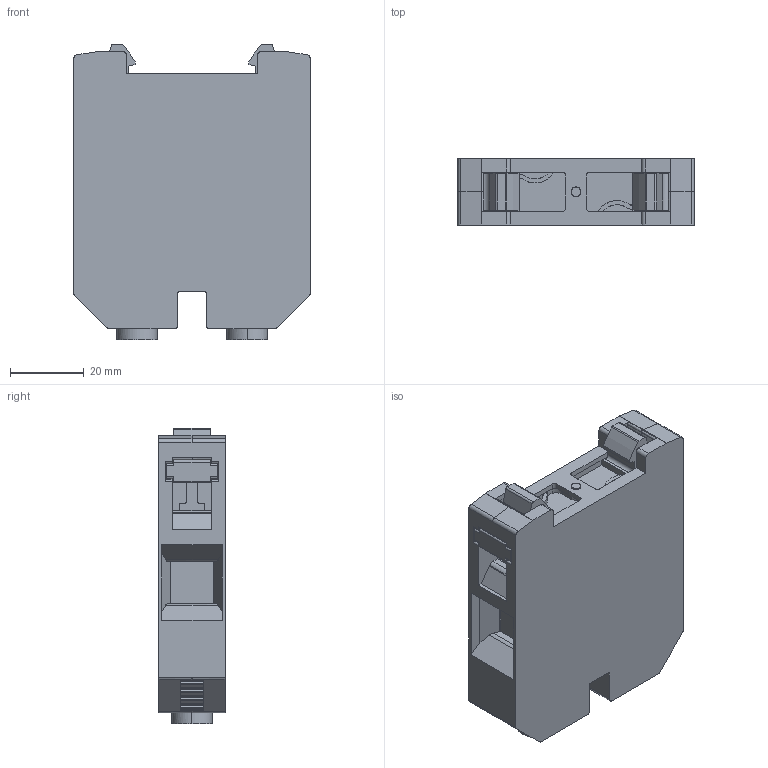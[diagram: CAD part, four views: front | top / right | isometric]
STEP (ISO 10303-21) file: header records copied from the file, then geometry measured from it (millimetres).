
FILE_DESCRIPTION (( 'STEP AP203' ), '1' );
FILE_NAME ('MRK 50.STEP', '2020-03-18T07:47:23', ( '' ), ( '' ), 'SwSTEP 2.0', 'SolidWorks 2011', '' );
FILE_SCHEMA (( 'CONFIG_CONTROL_DESIGN' ));
Length unit declared in the file: millimetre
Products named in the file (1): MRK 50
Bounding box: 64 x 18 x 80 mm (x, y, z)
Volume: 71583.1 mm3; surface area: 19434.8 mm2
Topology: 1 solids, 3 shells, 624 faces, 1862 edges, 1248 vertices
Faces by surface type: plane 359, cylinder 261, cone 4
Entity records: 23973 total; most frequent: CARTESIAN_POINT 8386, ORIENTED_EDGE 3724, DIRECTION 2457, EDGE_CURVE 1862, VERTEX_POINT 1248, VECTOR 1185, LINE 1185, B_SPLINE_CURVE_WITH_KNOTS 666
